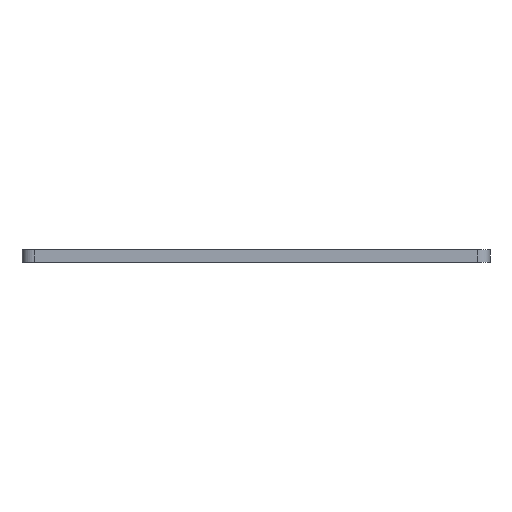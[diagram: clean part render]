
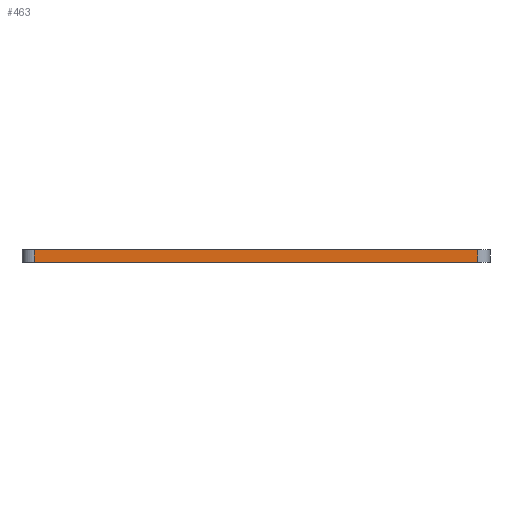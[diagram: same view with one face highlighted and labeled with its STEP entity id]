
A CAD part, left-side view. The second image highlights one B-rep face of the part: STEP entity #463.
In plain terms, the highlighted planar face has unit normal (-1, 0, 0).
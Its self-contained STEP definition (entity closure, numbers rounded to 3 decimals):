
#8 = VERTEX_POINT ( 'NONE', #525 ) ;
#12 = CARTESIAN_POINT ( 'NONE',  ( -51.242, 55.727, 0. ) ) ;
#58 = ORIENTED_EDGE ( 'NONE', *, *, #638, .F. ) ;
#87 = VECTOR ( 'NONE', #132, 1000. ) ;
#89 = DIRECTION ( 'NONE',  ( 1., 0., 0. ) ) ;
#96 = CARTESIAN_POINT ( 'NONE',  ( -51.242, 58.727, 0. ) ) ;
#101 = DIRECTION ( 'NONE',  ( 0., 1., 0. ) ) ;
#132 = DIRECTION ( 'NONE',  ( 0., 0., -1. ) ) ;
#138 = DIRECTION ( 'NONE',  ( 0., -1., 0. ) ) ;
#229 = LINE ( 'NONE', #96, #587 ) ;
#242 = VECTOR ( 'NONE', #462, 1000. ) ;
#244 = VERTEX_POINT ( 'NONE', #362 ) ;
#276 = EDGE_LOOP ( 'NONE', ( #442, #518, #58, #500 ) ) ;
#294 = EDGE_CURVE ( 'NONE', #386, #244, #717, .T. ) ;
#327 = CARTESIAN_POINT ( 'NONE',  ( -51.242, 58.727, 3. ) ) ;
#362 = CARTESIAN_POINT ( 'NONE',  ( -51.242, -52.273, 3. ) ) ;
#369 = VERTEX_POINT ( 'NONE', #12 ) ;
#380 = VECTOR ( 'NONE', #138, 1000. ) ;
#385 = LINE ( 'NONE', #327, #380 ) ;
#386 = VERTEX_POINT ( 'NONE', #573 ) ;
#439 = EDGE_CURVE ( 'NONE', #369, #386, #229, .T. ) ;
#442 = ORIENTED_EDGE ( 'NONE', *, *, #439, .T. ) ;
#450 = CARTESIAN_POINT ( 'NONE',  ( -51.242, -52.273, 3. ) ) ;
#462 = DIRECTION ( 'NONE',  ( 0., 0., 1. ) ) ;
#463 = ADVANCED_FACE ( 'NONE', ( #667 ), #530, .F. ) ;
#470 = DIRECTION ( 'NONE',  ( 0., -1., 0. ) ) ;
#500 = ORIENTED_EDGE ( 'NONE', *, *, #554, .T. ) ;
#518 = ORIENTED_EDGE ( 'NONE', *, *, #294, .T. ) ;
#525 = CARTESIAN_POINT ( 'NONE',  ( -51.242, 55.727, 3. ) ) ;
#530 = PLANE ( 'NONE',  #751 ) ;
#554 = EDGE_CURVE ( 'NONE', #8, #369, #704, .T. ) ;
#573 = CARTESIAN_POINT ( 'NONE',  ( -51.242, -52.273, 0. ) ) ;
#587 = VECTOR ( 'NONE', #470, 1000. ) ;
#638 = EDGE_CURVE ( 'NONE', #8, #244, #385, .T. ) ;
#645 = CARTESIAN_POINT ( 'NONE',  ( -51.242, 55.727, 3. ) ) ;
#667 = FACE_OUTER_BOUND ( 'NONE', #276, .T. ) ;
#704 = LINE ( 'NONE', #645, #87 ) ;
#717 = LINE ( 'NONE', #450, #242 ) ;
#734 = CARTESIAN_POINT ( 'NONE',  ( -51.242, 58.727, 3. ) ) ;
#751 = AXIS2_PLACEMENT_3D ( 'NONE', #734, #89, #101 ) ;
